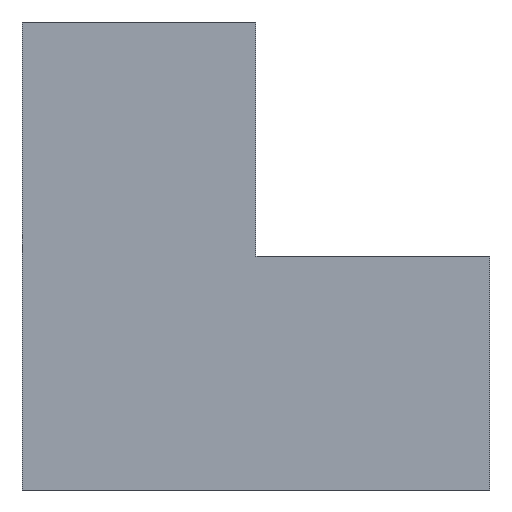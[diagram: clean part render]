
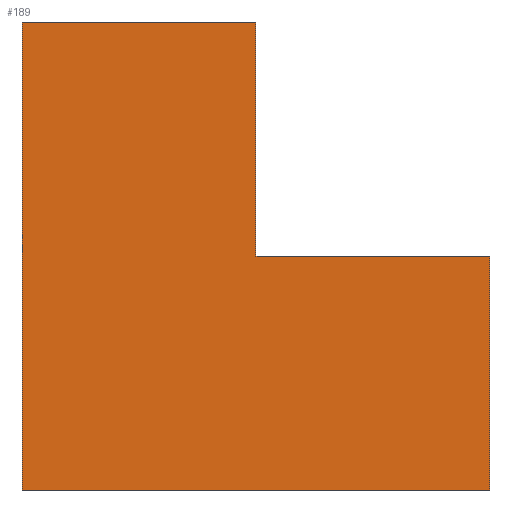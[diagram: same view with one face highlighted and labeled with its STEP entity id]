
A CAD part, left-side view. The second image highlights one B-rep face of the part: STEP entity #189.
In plain terms, the highlighted planar face has unit normal (-1, 0, 0).
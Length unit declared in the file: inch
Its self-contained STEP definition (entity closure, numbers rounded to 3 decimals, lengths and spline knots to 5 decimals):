
#18=FACE_OUTER_BOUND($,#28,.T.);
#28=EDGE_LOOP($,(#141,#142,#143,#144,#145,#146));
#35=LINE($,#260,#58);
#41=LINE($,#272,#64);
#42=LINE($,#275,#65);
#50=LINE($,#291,#73);
#51=LINE($,#293,#74);
#52=LINE($,#294,#75);
#58=VECTOR($,#213,0.75);
#64=VECTOR($,#223,0.75);
#65=VECTOR($,#226,1.5);
#73=VECTOR($,#238,0.75);
#74=VECTOR($,#241,1.5);
#75=VECTOR($,#242,0.75);
#79=VERTEX_POINT($,#254);
#81=VERTEX_POINT($,#258);
#85=VERTEX_POINT($,#270);
#86=VERTEX_POINT($,#274);
#91=VERTEX_POINT($,#287);
#92=VERTEX_POINT($,#289);
#96=EDGE_CURVE($,#79,#81,#35,.T.);
#102=EDGE_CURVE($,#81,#85,#41,.T.);
#103=EDGE_CURVE($,#86,#85,#42,.T.);
#111=EDGE_CURVE($,#91,#92,#50,.T.);
#112=EDGE_CURVE($,#91,#86,#51,.T.);
#113=EDGE_CURVE($,#79,#92,#52,.T.);
#141=ORIENTED_EDGE($,*,*,#112,.F.);
#142=ORIENTED_EDGE($,*,*,#111,.T.);
#143=ORIENTED_EDGE($,*,*,#113,.F.);
#144=ORIENTED_EDGE($,*,*,#96,.T.);
#145=ORIENTED_EDGE($,*,*,#102,.T.);
#146=ORIENTED_EDGE($,*,*,#103,.F.);
#168=PLANE($,#202);
#189=ADVANCED_FACE($,(#18),#168,.T.);
#202=AXIS2_PLACEMENT_3D($,#292,#239,#240);
#213=DIRECTION($,(0.,0.,1.));
#223=DIRECTION($,(0.,1.,0.));
#226=DIRECTION($,(0.,0.,1.));
#238=DIRECTION($,(0.,0.,1.));
#239=DIRECTION('center_axis',(-1.,0.,0.));
#240=DIRECTION('ref_axis',(0.,-1.,0.));
#241=DIRECTION($,(0.,1.,0.));
#242=DIRECTION($,(0.,-1.,0.));
#254=CARTESIAN_POINT('',(-0.70992,0.60115,0.75));
#258=CARTESIAN_POINT('',(-0.70992,0.60115,1.5));
#260=CARTESIAN_POINT($,(-0.70992,0.60115,0.));
#270=CARTESIAN_POINT('',(-0.70992,1.35115,1.5));
#272=CARTESIAN_POINT($,(-0.70992,0.60115,1.5));
#274=CARTESIAN_POINT('',(-0.70992,1.35115,0.));
#275=CARTESIAN_POINT($,(-0.70992,1.35115,0.));
#287=CARTESIAN_POINT('',(-0.70992,-0.14885,0.));
#289=CARTESIAN_POINT('',(-0.70992,-0.14885,0.75));
#291=CARTESIAN_POINT($,(-0.70992,-0.14885,0.));
#292=CARTESIAN_POINT('Origin',(-0.70992,0.60115,0.));
#293=CARTESIAN_POINT($,(-0.70992,0.60115,0.));
#294=CARTESIAN_POINT($,(-0.70992,-0.14885,0.75));
